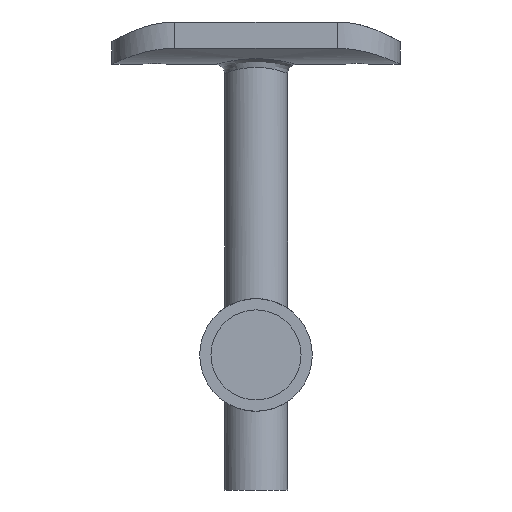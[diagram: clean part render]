
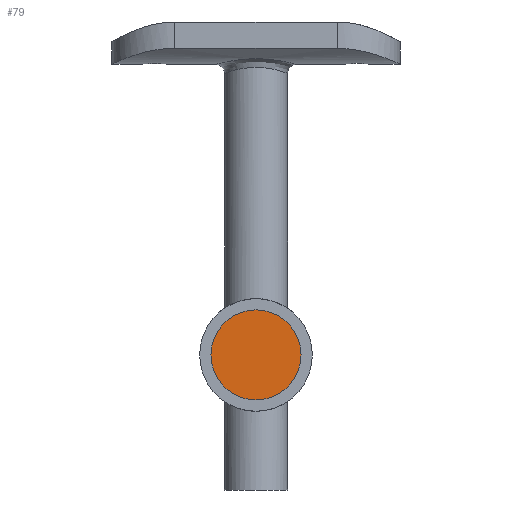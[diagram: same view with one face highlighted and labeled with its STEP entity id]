
A CAD part, left-side view. The second image highlights one B-rep face of the part: STEP entity #79.
In plain terms, the highlighted planar face has unit normal (-1, 0, 0).
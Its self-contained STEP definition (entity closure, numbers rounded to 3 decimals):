
#49=CIRCLE('',#312,10.);
#56=PLANE('',#313);
#62=FACE_OUTER_BOUND('',#170,.T.);
#79=ADVANCED_FACE('',(#62),#56,.F.);
#170=EDGE_LOOP('',(#224));
#224=ORIENTED_EDGE('',*,*,#279,.F.);
#252=VERTEX_POINT('',#1763);
#279=EDGE_CURVE('',#252,#252,#49,.T.);
#312=AXIS2_PLACEMENT_3D('',#1762,#359,#360);
#313=AXIS2_PLACEMENT_3D('',#1764,#361,#362);
#359=DIRECTION('',(1.,0.,0.));
#360=DIRECTION('',(0.,0.,-1.));
#361=DIRECTION('',(1.,0.,0.));
#362=DIRECTION('',(0.,0.,-1.));
#1762=CARTESIAN_POINT('',(2.,0.,0.));
#1763=CARTESIAN_POINT('',(2.,0.,-10.));
#1764=CARTESIAN_POINT('',(2.,0.,0.));
